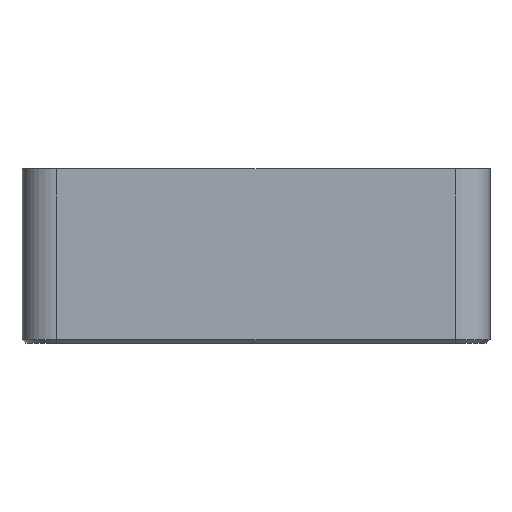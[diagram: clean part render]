
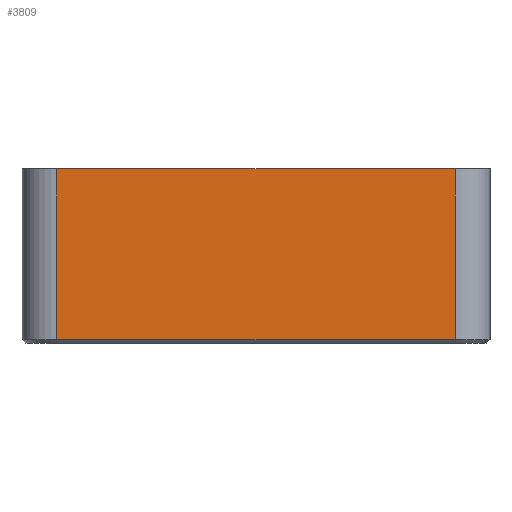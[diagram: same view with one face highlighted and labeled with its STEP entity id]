
A CAD part, front view. The second image highlights one B-rep face of the part: STEP entity #3809.
In plain terms, the highlighted planar face has unit normal (0, -1, 0).
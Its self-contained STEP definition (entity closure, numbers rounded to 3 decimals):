
#250=LINE('',#6245,#524);
#265=LINE('',#6284,#539);
#321=LINE('',#6477,#595);
#324=LINE('',#6483,#598);
#524=VECTOR('',#5083,10.);
#539=VECTOR('',#5126,10.);
#595=VECTOR('',#5374,10.);
#598=VECTOR('',#5383,10.);
#1066=FACE_OUTER_BOUND('',#1426,.T.);
#1426=EDGE_LOOP('',(#3558,#3559,#3560,#3561));
#1946=VERTEX_POINT('',#6237);
#1948=VERTEX_POINT('',#6243);
#1958=VERTEX_POINT('',#6283);
#1999=VERTEX_POINT('',#6476);
#2403=EDGE_CURVE('',#1948,#1946,#250,.T.);
#2422=EDGE_CURVE('',#1946,#1958,#265,.T.);
#2517=EDGE_CURVE('',#1958,#1999,#321,.T.);
#2521=EDGE_CURVE('',#1948,#1999,#324,.T.);
#3558=ORIENTED_EDGE('',*,*,#2403,.F.);
#3559=ORIENTED_EDGE('',*,*,#2521,.T.);
#3560=ORIENTED_EDGE('',*,*,#2517,.F.);
#3561=ORIENTED_EDGE('',*,*,#2422,.F.);
#3621=PLANE('',#4252);
#3809=ADVANCED_FACE('',(#1066),#3621,.T.);
#4252=AXIS2_PLACEMENT_3D('',#6484,#5384,#5385);
#5083=DIRECTION('',(-1.,0.,0.));
#5126=DIRECTION('',(0.,0.,1.));
#5374=DIRECTION('',(1.,0.,0.));
#5383=DIRECTION('',(0.,0.,1.));
#5384=DIRECTION('center_axis',(0.,-1.,0.));
#5385=DIRECTION('ref_axis',(1.,0.,0.));
#6237=CARTESIAN_POINT('',(-49.72,0.,-19.6));
#6243=CARTESIAN_POINT('',(-4.,0.,-19.6));
#6245=CARTESIAN_POINT('',(-38.29,0.,-19.6));
#6283=CARTESIAN_POINT('',(-49.72,0.,0.));
#6284=CARTESIAN_POINT('',(-49.72,0.,-20.));
#6476=CARTESIAN_POINT('',(-4.,0.,0.));
#6477=CARTESIAN_POINT('',(-38.29,0.,0.));
#6483=CARTESIAN_POINT('',(-4.,0.,-20.));
#6484=CARTESIAN_POINT('Origin',(-49.72,0.,-20.));
